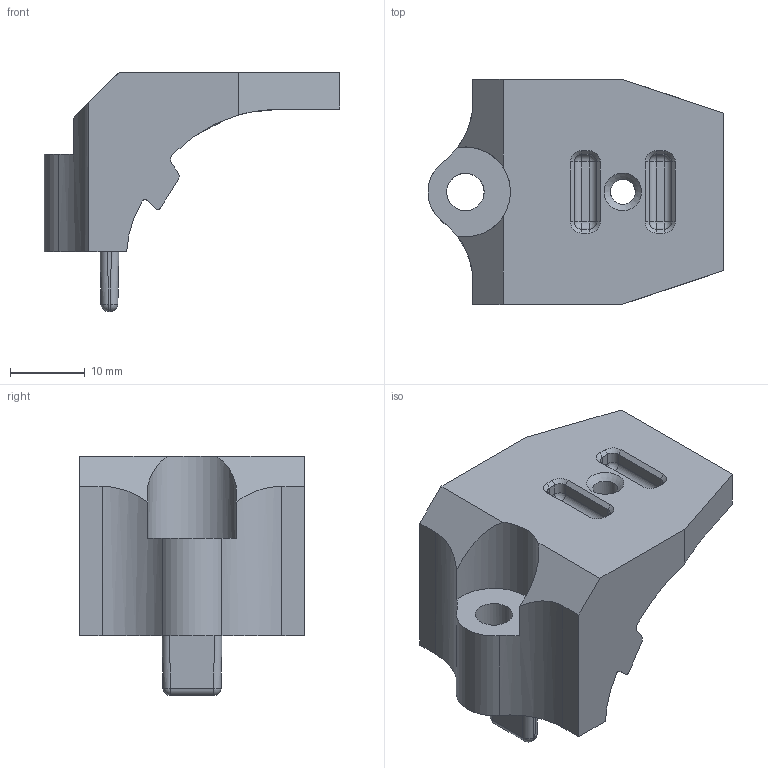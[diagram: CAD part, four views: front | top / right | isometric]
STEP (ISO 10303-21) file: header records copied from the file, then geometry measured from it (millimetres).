
FILE_DESCRIPTION(/* description */ (''),/* implementation_level */ '2;1');
FILE_NAME(/* name */ '44e722f9-95fa-4d1b-862f-ddd2284ed46d.stp',/* time_stamp */ '2019-04-16T02:19:28+00:00',/* author */ (''),/* organization */ (''),/* preprocessor_version */ 'ST-DEVELOPER v18',/* originating_system */ 'Autodesk Translation Framework v8.2.0.1029',/* authorisation */ '');
FILE_SCHEMA (('AUTOMOTIVE_DESIGN { 1 0 10303 214 3 1 1 }'));
Length unit declared in the file: millimetre
Products named in the file (1): brake boss
Bounding box: 39.5 x 30 x 31.91 mm (x, y, z)
Volume: 10653.9 mm3; surface area: 4505.6 mm2
Topology: 1 solids, 1 shells, 98 faces, 229 edges, 135 vertices
Faces by surface type: plane 41, cylinder 36, sphere 12, cone 9
Full cylindrical faces by diameter (mm): 3.332 x1, 5 x1
Entity records: 2819 total; most frequent: DIRECTION 515, CARTESIAN_POINT 496, ORIENTED_EDGE 458, EDGE_CURVE 229, AXIS2_PLACEMENT_3D 188, LINE 139, VECTOR 139, VERTEX_POINT 135
